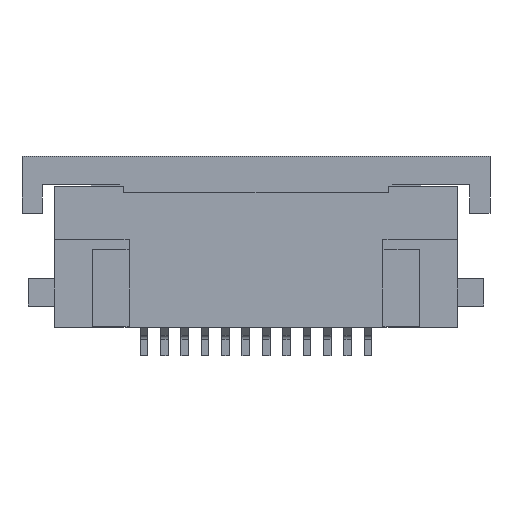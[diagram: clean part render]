
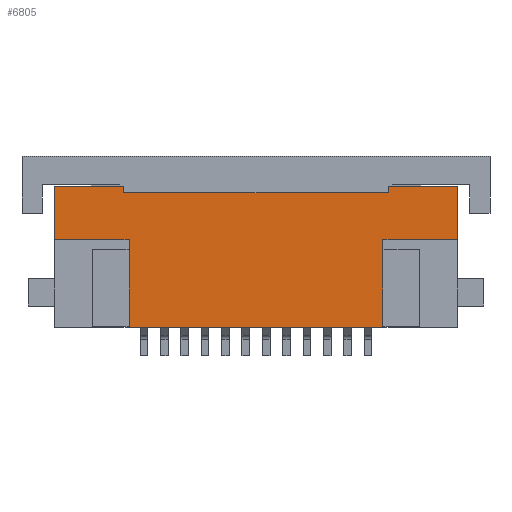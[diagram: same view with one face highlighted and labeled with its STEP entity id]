
A CAD part, front view. The second image highlights one B-rep face of the part: STEP entity #6805.
In plain terms, the highlighted planar face has unit normal (0, -1, 0).
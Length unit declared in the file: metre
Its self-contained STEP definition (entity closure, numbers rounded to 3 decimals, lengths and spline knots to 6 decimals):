
#2192=ORIENTED_EDGE('',*,*,#3006,.F.);
#2193=ORIENTED_EDGE('',*,*,#3004,.F.);
#2194=ORIENTED_EDGE('',*,*,#2997,.F.);
#2195=ORIENTED_EDGE('',*,*,#2989,.F.);
#2196=ORIENTED_EDGE('',*,*,#2922,.T.);
#2197=ORIENTED_EDGE('',*,*,#2851,.T.);
#2198=ORIENTED_EDGE('',*,*,#2874,.F.);
#2199=ORIENTED_EDGE('',*,*,#3140,.F.);
#2200=ORIENTED_EDGE('',*,*,#3057,.F.);
#2201=ORIENTED_EDGE('',*,*,#3061,.T.);
#2202=ORIENTED_EDGE('',*,*,#3066,.F.);
#2203=ORIENTED_EDGE('',*,*,#3143,.F.);
#2851=EDGE_CURVE('',#3591,#3589,#4351,.T.);
#2874=EDGE_CURVE('',#3607,#3589,#4374,.T.);
#2922=EDGE_CURVE('',#3636,#3591,#4422,.T.);
#2989=EDGE_CURVE('',#3636,#3673,#4483,.T.);
#2997=EDGE_CURVE('',#3673,#3679,#4491,.T.);
#3004=EDGE_CURVE('',#3679,#3683,#4498,.T.);
#3006=EDGE_CURVE('',#3683,#3684,#4500,.T.);
#3057=EDGE_CURVE('',#3714,#3715,#4551,.T.);
#3061=EDGE_CURVE('',#3714,#3717,#4555,.T.);
#3066=EDGE_CURVE('',#3721,#3717,#4560,.T.);
#3140=EDGE_CURVE('',#3715,#3607,#4634,.T.);
#3143=EDGE_CURVE('',#3684,#3721,#4637,.T.);
#3589=VERTEX_POINT('',#11436);
#3591=VERTEX_POINT('',#11439);
#3607=VERTEX_POINT('',#11483);
#3636=VERTEX_POINT('',#11579);
#3673=VERTEX_POINT('',#11703);
#3679=VERTEX_POINT('',#11718);
#3683=VERTEX_POINT('',#11732);
#3684=VERTEX_POINT('',#11736);
#3714=VERTEX_POINT('',#11835);
#3715=VERTEX_POINT('',#11837);
#3717=VERTEX_POINT('',#11843);
#3721=VERTEX_POINT('',#11854);
#4351=LINE('',#11438,#5219);
#4374=LINE('',#11484,#5242);
#4422=LINE('',#11578,#5290);
#4483=LINE('',#11702,#5351);
#4491=LINE('',#11717,#5359);
#4498=LINE('',#11731,#5366);
#4500=LINE('',#11735,#5368);
#4551=LINE('',#11836,#5419);
#4555=LINE('',#11845,#5423);
#4560=LINE('',#11855,#5428);
#4634=LINE('',#12002,#5502);
#4637=LINE('',#12007,#5505);
#5219=VECTOR('',#9617,1.);
#5242=VECTOR('',#9652,1.);
#5290=VECTOR('',#9736,1.);
#5351=VECTOR('',#9849,1.);
#5359=VECTOR('',#9859,1.);
#5366=VECTOR('',#9872,1.);
#5368=VECTOR('',#9876,1.);
#5419=VECTOR('',#9965,1.);
#5423=VECTOR('',#9971,1.);
#5428=VECTOR('',#9980,1.);
#5502=VECTOR('',#10104,1.);
#5505=VECTOR('',#10111,1.);
#5845=EDGE_LOOP('',(#2192,#2193,#2194,#2195,#2196,#2197,#2198,#2199,#2200,
#2201,#2202,#2203));
#6185=FACE_BOUND('',#5845,.T.);
#6477=PLANE('',#8443);
#6805=ADVANCED_FACE('',(#6185),#6477,.F.);
#8443=AXIS2_PLACEMENT_3D('',#12008,#10112,#10113);
#9617=DIRECTION('',(1.,0.,0.));
#9652=DIRECTION('',(0.,0.,-1.));
#9736=DIRECTION('',(0.,0.,1.));
#9849=DIRECTION('',(-1.,0.,0.));
#9859=DIRECTION('',(0.,0.,1.));
#9872=DIRECTION('',(-1.,0.,0.));
#9876=DIRECTION('',(0.,0.,1.));
#9965=DIRECTION('',(0.,0.,1.));
#9971=DIRECTION('',(-1.,0.,0.));
#9980=DIRECTION('',(0.,0.,-1.));
#10104=DIRECTION('',(1.,0.,0.));
#10111=DIRECTION('',(1.,0.,0.));
#10112=DIRECTION('',(0.,1.,0.));
#10113=DIRECTION('',(1.,0.,0.));
#11436=CARTESIAN_POINT('',(0.0099,0.,-0.00205));
#11438=CARTESIAN_POINT('',(0.00495,0.,-0.00205));
#11439=CARTESIAN_POINT('',(0.00807,0.,-0.00205));
#11483=CARTESIAN_POINT('',(0.0099,0.,-0.00073));
#11484=CARTESIAN_POINT('',(0.0099,0.,-0.00073));
#11578=CARTESIAN_POINT('',(0.00807,0.,-0.0042));
#11579=CARTESIAN_POINT('',(0.00807,0.,-0.0042));
#11702=CARTESIAN_POINT('',(0.00807,0.,-0.0042));
#11703=CARTESIAN_POINT('',(0.00183,0.,-0.0042));
#11717=CARTESIAN_POINT('',(0.00183,0.,-0.003125));
#11718=CARTESIAN_POINT('',(0.00183,0.,-0.00205));
#11731=CARTESIAN_POINT('',(0.000915,0.,-0.00205));
#11732=CARTESIAN_POINT('',(0.,0.,-0.00205));
#11735=CARTESIAN_POINT('',(0.,0.,-0.00205));
#11736=CARTESIAN_POINT('',(0.,0.,-0.00073));
#11835=CARTESIAN_POINT('',(0.0082,0.,-0.0009));
#11836=CARTESIAN_POINT('',(0.0082,0.,-0.0009));
#11837=CARTESIAN_POINT('',(0.0082,0.,-0.00073));
#11843=CARTESIAN_POINT('',(0.0017,0.,-0.0009));
#11845=CARTESIAN_POINT('',(0.0082,0.,-0.0009));
#11854=CARTESIAN_POINT('',(0.0017,0.,-0.00073));
#11855=CARTESIAN_POINT('',(0.0017,0.,-0.00073));
#12002=CARTESIAN_POINT('',(0.00085,0.,-0.00073));
#12007=CARTESIAN_POINT('',(0.,0.,-0.00073));
#12008=CARTESIAN_POINT('',(0.00495,0.,-0.002465));
